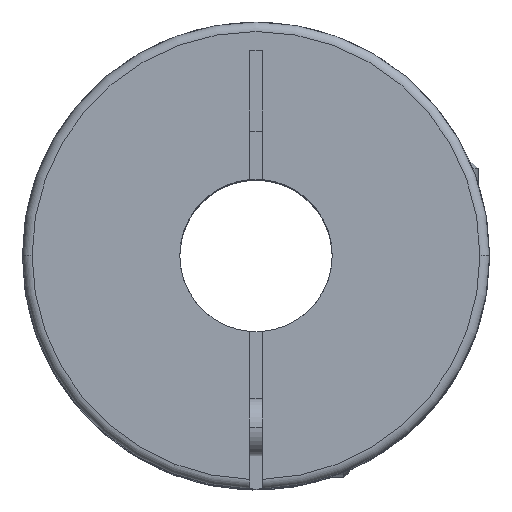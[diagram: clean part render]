
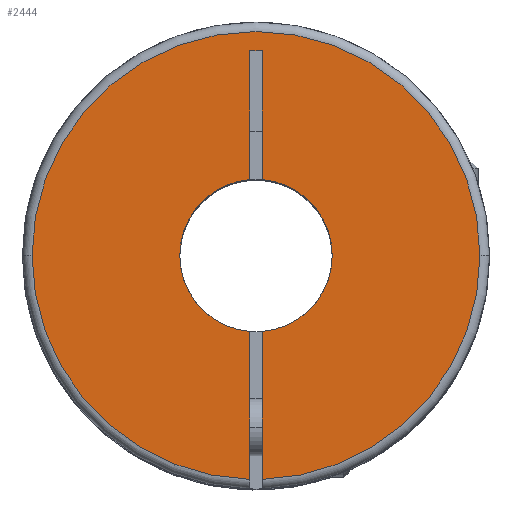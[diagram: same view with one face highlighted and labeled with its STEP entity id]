
A CAD part, top view. The second image highlights one B-rep face of the part: STEP entity #2444.
In plain terms, the highlighted planar face has unit normal (0, 0, 1).
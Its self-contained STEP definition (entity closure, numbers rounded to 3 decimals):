
#13 = VERTEX_POINT ( 'NONE', #349 ) ;
#17 = CARTESIAN_POINT ( 'NONE',  ( 0., 0., 0. ) ) ;
#58 = AXIS2_PLACEMENT_3D ( 'NONE', #2672, #3350, #3295 ) ;
#92 = VECTOR ( 'NONE', #2745, 1000. ) ;
#113 = ORIENTED_EDGE ( 'NONE', *, *, #2878, .F. ) ;
#130 = CARTESIAN_POINT ( 'NONE',  ( 23.5, 0., 0. ) ) ;
#349 = CARTESIAN_POINT ( 'NONE',  ( 0.65, -23.491, 0. ) ) ;
#361 = DIRECTION ( 'NONE',  ( -1., 0., 0. ) ) ;
#369 = DIRECTION ( 'NONE',  ( 0., 0., -1. ) ) ;
#421 = VERTEX_POINT ( 'NONE', #1244 ) ;
#441 = CARTESIAN_POINT ( 'NONE',  ( -23.5, 0., 0. ) ) ;
#458 = EDGE_CURVE ( 'NONE', #13, #1600, #639, .T. ) ;
#558 = EDGE_CURVE ( 'NONE', #3312, #3791, #1478, .T. ) ;
#639 = LINE ( 'NONE', #3711, #900 ) ;
#745 = DIRECTION ( 'NONE',  ( 0., 0., -1. ) ) ;
#754 = VERTEX_POINT ( 'NONE', #3747 ) ;
#758 = CARTESIAN_POINT ( 'NONE',  ( 0., 0., 0. ) ) ;
#831 = AXIS2_PLACEMENT_3D ( 'NONE', #758, #3555, #1123 ) ;
#900 = VECTOR ( 'NONE', #3411, 1000. ) ;
#918 = ORIENTED_EDGE ( 'NONE', *, *, #2770, .T. ) ;
#920 = CARTESIAN_POINT ( 'NONE',  ( 0.65, 7.974, 0. ) ) ;
#1041 = CIRCLE ( 'NONE', #3479, 8. ) ;
#1103 = AXIS2_PLACEMENT_3D ( 'NONE', #2429, #1845, #3074 ) ;
#1109 = LINE ( 'NONE', #1130, #1113 ) ;
#1113 = VECTOR ( 'NONE', #3562, 1000. ) ;
#1123 = DIRECTION ( 'NONE',  ( -1., 0., 0. ) ) ;
#1130 = CARTESIAN_POINT ( 'NONE',  ( 0.65, -24.5, 0. ) ) ;
#1179 = VECTOR ( 'NONE', #1287, 1000. ) ;
#1203 = PLANE ( 'NONE',  #1103 ) ;
#1229 = DIRECTION ( 'NONE',  ( -1., 0., 0. ) ) ;
#1244 = CARTESIAN_POINT ( 'NONE',  ( 0.65, 21.5, 0. ) ) ;
#1253 = AXIS2_PLACEMENT_3D ( 'NONE', #3759, #745, #2253 ) ;
#1287 = DIRECTION ( 'NONE',  ( 0., -1., 0. ) ) ;
#1343 = CARTESIAN_POINT ( 'NONE',  ( 0.65, -7.974, 0. ) ) ;
#1382 = LINE ( 'NONE', #2533, #1179 ) ;
#1433 = CARTESIAN_POINT ( 'NONE',  ( -0.65, 7.974, 0. ) ) ;
#1436 = EDGE_CURVE ( 'NONE', #2427, #421, #1109, .T. ) ;
#1478 = CIRCLE ( 'NONE', #58, 23.5 ) ;
#1492 = LINE ( 'NONE', #3323, #92 ) ;
#1515 = CARTESIAN_POINT ( 'NONE',  ( -0.65, -7.974, 0. ) ) ;
#1559 = ORIENTED_EDGE ( 'NONE', *, *, #3877, .T. ) ;
#1568 = ORIENTED_EDGE ( 'NONE', *, *, #3327, .T. ) ;
#1598 = FACE_OUTER_BOUND ( 'NONE', #3797, .T. ) ;
#1600 = VERTEX_POINT ( 'NONE', #1343 ) ;
#1614 = DIRECTION ( 'NONE',  ( -1., 0., 0. ) ) ;
#1809 = VERTEX_POINT ( 'NONE', #1433 ) ;
#1845 = DIRECTION ( 'NONE',  ( 0., 0., -1. ) ) ;
#1847 = ORIENTED_EDGE ( 'NONE', *, *, #458, .F. ) ;
#2030 = CARTESIAN_POINT ( 'NONE',  ( -0.65, -23.491, 0. ) ) ;
#2087 = ORIENTED_EDGE ( 'NONE', *, *, #3649, .F. ) ;
#2126 = EDGE_CURVE ( 'NONE', #3141, #2244, #1382, .T. ) ;
#2152 = CIRCLE ( 'NONE', #2929, 23.5 ) ;
#2209 = LINE ( 'NONE', #2530, #3529 ) ;
#2244 = VERTEX_POINT ( 'NONE', #2030 ) ;
#2253 = DIRECTION ( 'NONE',  ( -1., 0., 0. ) ) ;
#2427 = VERTEX_POINT ( 'NONE', #920 ) ;
#2429 = CARTESIAN_POINT ( 'NONE',  ( 0., 0., 0. ) ) ;
#2444 = ADVANCED_FACE ( 'NONE', ( #1598 ), #1203, .F. ) ;
#2467 = ORIENTED_EDGE ( 'NONE', *, *, #3157, .F. ) ;
#2479 = CARTESIAN_POINT ( 'NONE',  ( -8., 0., 0. ) ) ;
#2530 = CARTESIAN_POINT ( 'NONE',  ( 0.65, 21.5, 0. ) ) ;
#2533 = CARTESIAN_POINT ( 'NONE',  ( -0.65, 21.5, 0. ) ) ;
#2672 = CARTESIAN_POINT ( 'NONE',  ( 0., 0., 0. ) ) ;
#2694 = ORIENTED_EDGE ( 'NONE', *, *, #2126, .F. ) ;
#2745 = DIRECTION ( 'NONE',  ( 0., -1., 0. ) ) ;
#2749 = CARTESIAN_POINT ( 'NONE',  ( 0., 0., 0. ) ) ;
#2770 = EDGE_CURVE ( 'NONE', #3179, #1809, #1041, .T. ) ;
#2878 = EDGE_CURVE ( 'NONE', #2244, #3312, #3415, .T. ) ;
#2897 = CIRCLE ( 'NONE', #831, 8. ) ;
#2929 = AXIS2_PLACEMENT_3D ( 'NONE', #17, #3976, #1229 ) ;
#3074 = DIRECTION ( 'NONE',  ( 0., -1., 0. ) ) ;
#3141 = VERTEX_POINT ( 'NONE', #1515 ) ;
#3157 = EDGE_CURVE ( 'NONE', #754, #1809, #1492, .T. ) ;
#3179 = VERTEX_POINT ( 'NONE', #2479 ) ;
#3182 = CIRCLE ( 'NONE', #1253, 8. ) ;
#3189 = EDGE_CURVE ( 'NONE', #3791, #13, #2152, .T. ) ;
#3206 = CARTESIAN_POINT ( 'NONE',  ( 0., 0., 0. ) ) ;
#3295 = DIRECTION ( 'NONE',  ( -1., 0., 0. ) ) ;
#3312 = VERTEX_POINT ( 'NONE', #441 ) ;
#3320 = ORIENTED_EDGE ( 'NONE', *, *, #558, .F. ) ;
#3323 = CARTESIAN_POINT ( 'NONE',  ( -0.65, 21.5, 0. ) ) ;
#3327 = EDGE_CURVE ( 'NONE', #2427, #1600, #3182, .T. ) ;
#3350 = DIRECTION ( 'NONE',  ( 0., 0., -1. ) ) ;
#3367 = DIRECTION ( 'NONE',  ( -1., 0., 0. ) ) ;
#3411 = DIRECTION ( 'NONE',  ( 0., 1., 0. ) ) ;
#3415 = CIRCLE ( 'NONE', #3733, 23.5 ) ;
#3479 = AXIS2_PLACEMENT_3D ( 'NONE', #2749, #3960, #3367 ) ;
#3529 = VECTOR ( 'NONE', #361, 1000. ) ;
#3551 = ORIENTED_EDGE ( 'NONE', *, *, #3189, .F. ) ;
#3555 = DIRECTION ( 'NONE',  ( 0., 0., -1. ) ) ;
#3562 = DIRECTION ( 'NONE',  ( 0., 1., 0. ) ) ;
#3606 = ORIENTED_EDGE ( 'NONE', *, *, #1436, .F. ) ;
#3649 = EDGE_CURVE ( 'NONE', #421, #754, #2209, .T. ) ;
#3711 = CARTESIAN_POINT ( 'NONE',  ( 0.65, -24.5, 0. ) ) ;
#3733 = AXIS2_PLACEMENT_3D ( 'NONE', #3206, #369, #1614 ) ;
#3747 = CARTESIAN_POINT ( 'NONE',  ( -0.65, 21.5, 0. ) ) ;
#3759 = CARTESIAN_POINT ( 'NONE',  ( 0., 0., 0. ) ) ;
#3791 = VERTEX_POINT ( 'NONE', #130 ) ;
#3797 = EDGE_LOOP ( 'NONE', ( #113, #2694, #1559, #918, #2467, #2087, #3606, #1568, #1847, #3551, #3320 ) ) ;
#3877 = EDGE_CURVE ( 'NONE', #3141, #3179, #2897, .T. ) ;
#3960 = DIRECTION ( 'NONE',  ( 0., 0., -1. ) ) ;
#3976 = DIRECTION ( 'NONE',  ( 0., 0., -1. ) ) ;
